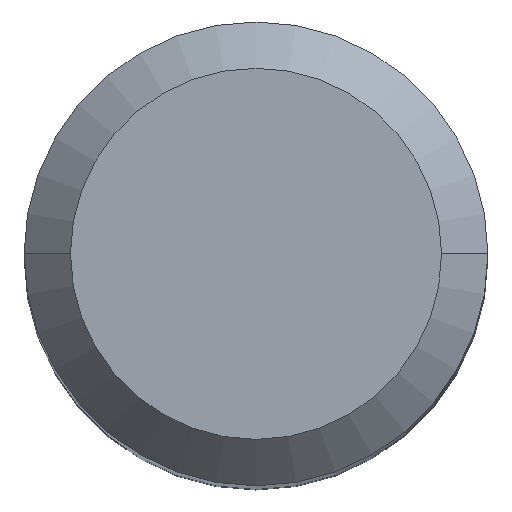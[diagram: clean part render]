
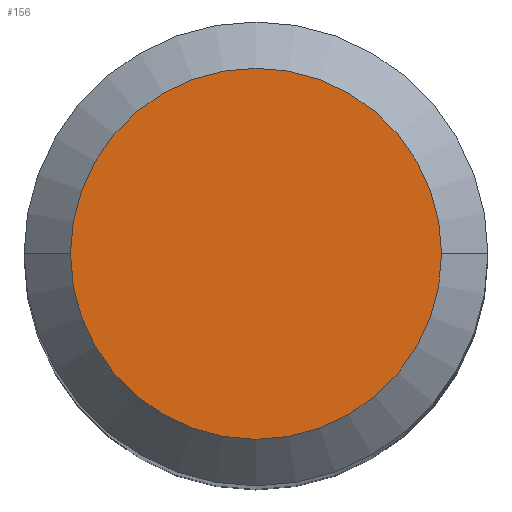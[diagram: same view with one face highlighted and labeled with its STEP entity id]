
A CAD part, top view. The second image highlights one B-rep face of the part: STEP entity #156.
In plain terms, the highlighted planar face has unit normal (0, 0, 1).
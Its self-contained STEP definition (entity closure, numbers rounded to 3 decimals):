
#2 = AXIS2_PLACEMENT_3D ( 'NONE', #110, #112, #235 ) ;
#24 = CARTESIAN_POINT ( 'NONE',  ( 4.8, 0., 63. ) ) ;
#48 = CIRCLE ( 'NONE', #2, 4.8 ) ;
#50 = CARTESIAN_POINT ( 'NONE',  ( -4.8, 0., 63. ) ) ;
#77 = DIRECTION ( 'NONE',  ( 0., 0., 1. ) ) ;
#83 = VERTEX_POINT ( 'NONE', #24 ) ;
#103 = FACE_OUTER_BOUND ( 'NONE', #225, .T. ) ;
#110 = CARTESIAN_POINT ( 'NONE',  ( 0., 0., 63. ) ) ;
#111 = ORIENTED_EDGE ( 'NONE', *, *, #311, .T. ) ;
#112 = DIRECTION ( 'NONE',  ( 0., 0., 1. ) ) ;
#114 = AXIS2_PLACEMENT_3D ( 'NONE', #250, #77, #232 ) ;
#130 = DIRECTION ( 'NONE',  ( 1., 0., 0. ) ) ;
#136 = ORIENTED_EDGE ( 'NONE', *, *, #189, .T. ) ;
#156 = ADVANCED_FACE ( 'NONE', ( #103 ), #205, .T. ) ;
#159 = VERTEX_POINT ( 'NONE', #50 ) ;
#181 = CIRCLE ( 'NONE', #114, 4.8 ) ;
#189 = EDGE_CURVE ( 'NONE', #159, #83, #181, .T. ) ;
#205 = PLANE ( 'NONE',  #226 ) ;
#225 = EDGE_LOOP ( 'NONE', ( #136, #111 ) ) ;
#226 = AXIS2_PLACEMENT_3D ( 'NONE', #230, #253, #130 ) ;
#230 = CARTESIAN_POINT ( 'NONE',  ( 0., 0., 63. ) ) ;
#232 = DIRECTION ( 'NONE',  ( 1., 0., 0. ) ) ;
#235 = DIRECTION ( 'NONE',  ( 1., 0., 0. ) ) ;
#250 = CARTESIAN_POINT ( 'NONE',  ( 0., 0., 63. ) ) ;
#253 = DIRECTION ( 'NONE',  ( 0., 0., 1. ) ) ;
#311 = EDGE_CURVE ( 'NONE', #83, #159, #48, .T. ) ;
